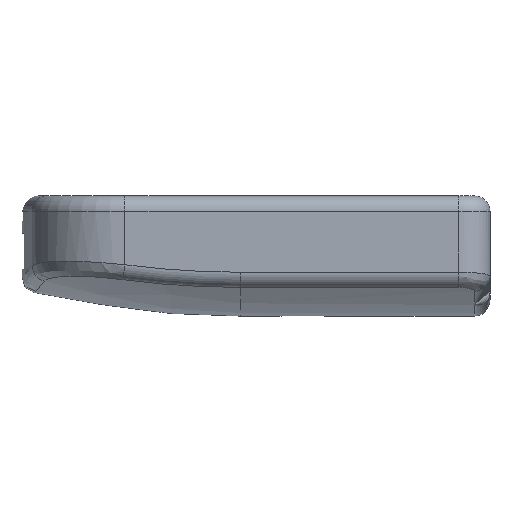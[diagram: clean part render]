
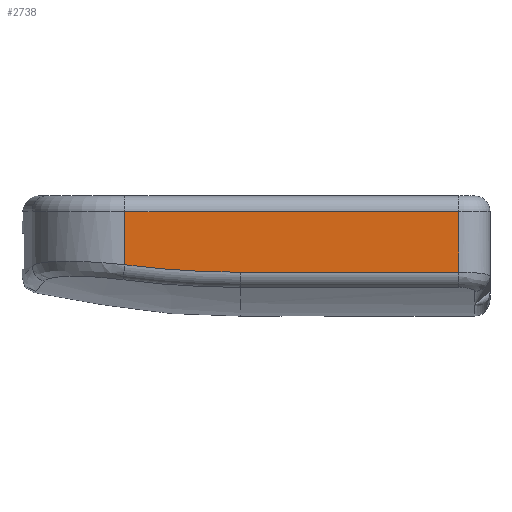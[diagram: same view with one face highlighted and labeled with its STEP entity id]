
A CAD part, front view. The second image highlights one B-rep face of the part: STEP entity #2738.
In plain terms, the highlighted planar face has unit normal (0, -1, 0).
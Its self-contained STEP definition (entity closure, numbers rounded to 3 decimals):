
#554 = CARTESIAN_POINT ( 'NONE',  ( 0., -15.5, 2.81 ) ) ;
#560 = CARTESIAN_POINT ( 'NONE',  ( 14., -15.5, 2.81 ) ) ;
#632 = DIRECTION ( 'NONE',  ( 0., -1., 0. ) ) ;
#636 = CARTESIAN_POINT ( 'NONE',  ( -7.388, -15.5, 6.7 ) ) ;
#640 = DIRECTION ( 'NONE',  ( 0., 0., -1. ) ) ;
#645 = PLANE ( 'NONE',  #1702 ) ;
#649 = CARTESIAN_POINT ( 'NONE',  ( -14., -15.5, 2.037 ) ) ;
#658 = CARTESIAN_POINT ( 'NONE',  ( -7.388, -15.5, 3.289 ) ) ;
#916 = CARTESIAN_POINT ( 'NONE',  ( 14., -15.5, 6.7 ) ) ;
#1056 = ORIENTED_EDGE ( 'NONE', *, *, #2813, .T. ) ;
#1058 = ORIENTED_EDGE ( 'NONE', *, *, #2805, .T. ) ;
#1075 = ORIENTED_EDGE ( 'NONE', *, *, #2794, .T. ) ;
#1076 = ORIENTED_EDGE ( 'NONE', *, *, #2811, .T. ) ;
#1077 = ORIENTED_EDGE ( 'NONE', *, *, #2797, .T. ) ;
#1349 = VERTEX_POINT ( 'NONE', #916 ) ;
#1376 = VERTEX_POINT ( 'NONE', #636 ) ;
#1378 = VERTEX_POINT ( 'NONE', #658 ) ;
#1401 = VERTEX_POINT ( 'NONE', #560 ) ;
#1407 = VERTEX_POINT ( 'NONE', #554 ) ;
#1431 = EDGE_LOOP ( 'NONE', ( #1075, #1077, #1076, #1056, #1058 ) ) ;
#1498 = AXIS2_PLACEMENT_3D ( 'NONE', #2197, #2198, #2199 ) ;
#1502 = VECTOR ( 'NONE', #2194, 1000. ) ;
#1659 = FACE_OUTER_BOUND ( 'NONE', #1431, .T. ) ;
#1697 = VECTOR ( 'NONE', #2174, 1000. ) ;
#1702 = AXIS2_PLACEMENT_3D ( 'NONE', #649, #632, #640 ) ;
#1754 = VECTOR ( 'NONE', #2065, 1000. ) ;
#1756 = VECTOR ( 'NONE', #2074, 1000. ) ;
#2063 = LINE ( 'NONE', #2064, #1754 ) ;
#2064 = CARTESIAN_POINT ( 'NONE',  ( 14., -15.5, 7.7 ) ) ;
#2065 = DIRECTION ( 'NONE',  ( 0., 0., 1. ) ) ;
#2072 = LINE ( 'NONE', #2073, #1756 ) ;
#2073 = CARTESIAN_POINT ( 'NONE',  ( -14., -15.5, 6.7 ) ) ;
#2074 = DIRECTION ( 'NONE',  ( -1., 0., 0. ) ) ;
#2172 = LINE ( 'NONE', #2173, #1697 ) ;
#2173 = CARTESIAN_POINT ( 'NONE',  ( -14., -15.5, 2.81 ) ) ;
#2174 = DIRECTION ( 'NONE',  ( 1., 0., 0. ) ) ;
#2192 = LINE ( 'NONE', #2193, #1502 ) ;
#2193 = CARTESIAN_POINT ( 'NONE',  ( -7.388, -15.5, 2.037 ) ) ;
#2194 = DIRECTION ( 'NONE',  ( 0., 0., -1. ) ) ;
#2197 = CARTESIAN_POINT ( 'NONE',  ( 0., -15.5, 60. ) ) ;
#2198 = DIRECTION ( 'NONE',  ( 0., -1., 0. ) ) ;
#2199 = DIRECTION ( 'NONE',  ( 0., 0., -1. ) ) ;
#2738 = ADVANCED_FACE ( 'NONE', ( #1659 ), #645, .T. ) ;
#2794 = EDGE_CURVE ( 'NONE', #1401, #1349, #2063, .T. ) ;
#2797 = EDGE_CURVE ( 'NONE', #1349, #1376, #2072, .T. ) ;
#2805 = EDGE_CURVE ( 'NONE', #1407, #1401, #2172, .T. ) ;
#2811 = EDGE_CURVE ( 'NONE', #1376, #1378, #2192, .T. ) ;
#2813 = EDGE_CURVE ( 'NONE', #1378, #1407, #2950, .T. ) ;
#2950 = CIRCLE ( 'NONE', #1498, 57.19 ) ;
